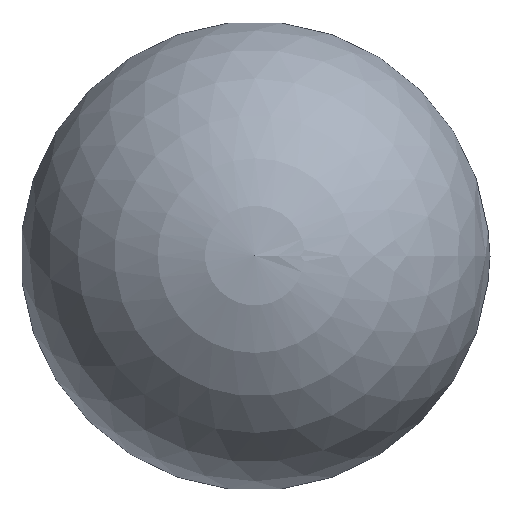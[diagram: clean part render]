
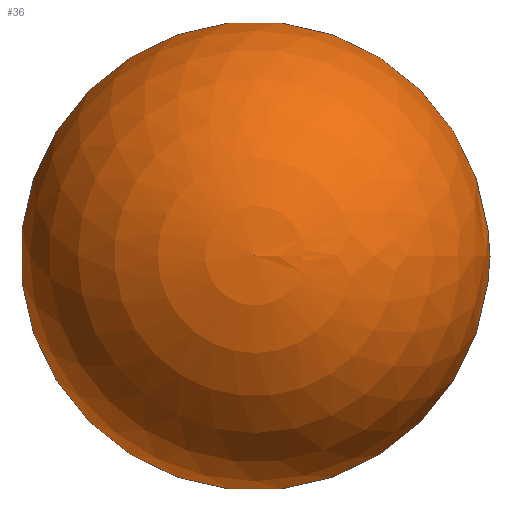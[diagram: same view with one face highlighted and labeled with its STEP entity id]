
A CAD part, top view. The second image highlights one B-rep face of the part: STEP entity #36.
In plain terms, the highlighted spherical face has radius 20.135 mm.
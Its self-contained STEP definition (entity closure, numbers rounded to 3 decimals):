
#36 = ADVANCED_FACE( '', ( #71 ), #72, .T. );
#71 = FACE_OUTER_BOUND( '', #101, .T. );
#72 = SPHERICAL_SURFACE( '', #102, 20.135 );
#101 = EDGE_LOOP( '', ( #131 ) );
#102 = AXIS2_PLACEMENT_3D( '', #132, #133, #134 );
#131 = ORIENTED_EDGE( '', *, *, #156, .T. );
#132 = CARTESIAN_POINT( '', ( 0., 0., 16.865 ) );
#133 = DIRECTION( '', ( 0., 0., 1. ) );
#134 = DIRECTION( '', ( 1., 0., 0. ) );
#156 = EDGE_CURVE( '', #171, #171, #172, .T. );
#171 = VERTEX_POINT( '', #187 );
#172 = CIRCLE( '', #188, 11. );
#187 = CARTESIAN_POINT( '', ( 11., 0., 0. ) );
#188 = AXIS2_PLACEMENT_3D( '', #203, #204, #205 );
#203 = CARTESIAN_POINT( '', ( 0., 0., 0. ) );
#204 = DIRECTION( '', ( 0., 0., 1. ) );
#205 = DIRECTION( '', ( 1., 0., 0. ) );
